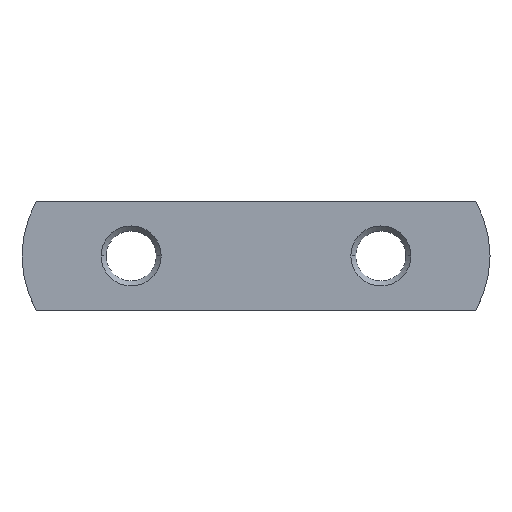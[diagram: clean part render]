
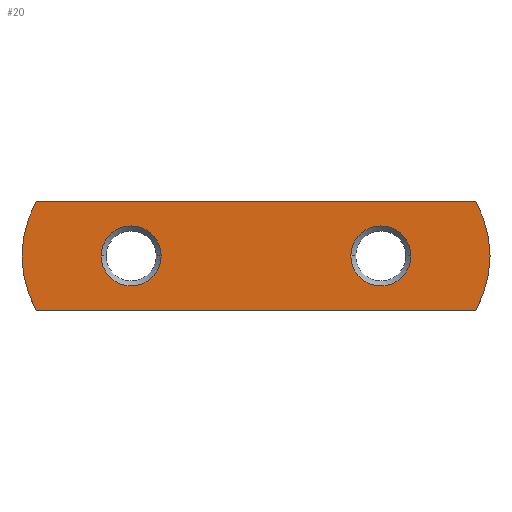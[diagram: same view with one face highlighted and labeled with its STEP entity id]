
A CAD part, top view. The second image highlights one B-rep face of the part: STEP entity #20.
In plain terms, the highlighted planar face has unit normal (0, 0, 1).
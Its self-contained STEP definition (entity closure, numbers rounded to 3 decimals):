
#17 = FACE_BOUND ( 'NONE', #155, .T. ) ;
#20 = ADVANCED_FACE ( 'NONE', ( #637, #17, #589 ), #367, .T. ) ;
#28 = CARTESIAN_POINT ( 'NONE',  ( -12.7, 0., 2.4 ) ) ;
#45 = AXIS2_PLACEMENT_3D ( 'NONE', #605, #662, #437 ) ;
#46 = CARTESIAN_POINT ( 'NONE',  ( 12.5, 0., 2.4 ) ) ;
#49 = VERTEX_POINT ( 'NONE', #559 ) ;
#60 = VERTEX_POINT ( 'NONE', #286 ) ;
#81 = DIRECTION ( 'NONE',  ( 1., 0., 0. ) ) ;
#86 = EDGE_CURVE ( 'NONE', #478, #549, #652, .T. ) ;
#91 = CARTESIAN_POINT ( 'NONE',  ( 9.647, 0., 2.4 ) ) ;
#104 = DIRECTION ( 'NONE',  ( 1., 0., 0. ) ) ;
#116 = DIRECTION ( 'NONE',  ( 1., 0., 0. ) ) ;
#117 = EDGE_CURVE ( 'NONE', #666, #60, #552, .T. ) ;
#128 = DIRECTION ( 'NONE',  ( -1., 0., 0. ) ) ;
#155 = EDGE_LOOP ( 'NONE', ( #614, #263 ) ) ;
#166 = VECTOR ( 'NONE', #128, 1000. ) ;
#170 = EDGE_LOOP ( 'NONE', ( #467, #569, #226, #540, #390 ) ) ;
#171 = CIRCLE ( 'NONE', #560, 3.053 ) ;
#172 = CIRCLE ( 'NONE', #45, 3.053 ) ;
#177 = CARTESIAN_POINT ( 'NONE',  ( 12.5, 0., 2.4 ) ) ;
#178 = EDGE_CURVE ( 'NONE', #346, #535, #479, .T. ) ;
#179 = DIRECTION ( 'NONE',  ( 0., 0., 1. ) ) ;
#184 = EDGE_CURVE ( 'NONE', #544, #49, #581, .T. ) ;
#190 = CARTESIAN_POINT ( 'NONE',  ( -9.647, 0., 2.4 ) ) ;
#226 = ORIENTED_EDGE ( 'NONE', *, *, #506, .T. ) ;
#237 = DIRECTION ( 'NONE',  ( 0., 0., 1. ) ) ;
#238 = CARTESIAN_POINT ( 'NONE',  ( -22.371, 5.5, 2.4 ) ) ;
#242 = CARTESIAN_POINT ( 'NONE',  ( -22.371, -5.5, 2.4 ) ) ;
#244 = EDGE_CURVE ( 'NONE', #60, #666, #171, .T. ) ;
#263 = ORIENTED_EDGE ( 'NONE', *, *, #178, .T. ) ;
#270 = DIRECTION ( 'NONE',  ( 0., 0., 1. ) ) ;
#283 = DIRECTION ( 'NONE',  ( 1., 0., 0. ) ) ;
#286 = CARTESIAN_POINT ( 'NONE',  ( -15.753, 0., 2.4 ) ) ;
#299 = AXIS2_PLACEMENT_3D ( 'NONE', #177, #551, #116 ) ;
#325 = ORIENTED_EDGE ( 'NONE', *, *, #117, .T. ) ;
#326 = AXIS2_PLACEMENT_3D ( 'NONE', #484, #444, #377 ) ;
#346 = VERTEX_POINT ( 'NONE', #91 ) ;
#347 = DIRECTION ( 'NONE',  ( 0., 0., -1. ) ) ;
#365 = AXIS2_PLACEMENT_3D ( 'NONE', #480, #237, #596 ) ;
#367 = PLANE ( 'NONE',  #415 ) ;
#376 = CARTESIAN_POINT ( 'NONE',  ( 22.371, 5.5, 2.4 ) ) ;
#377 = DIRECTION ( 'NONE',  ( 1., 0., 0. ) ) ;
#380 = CARTESIAN_POINT ( 'NONE',  ( -12.5, 0., 2.4 ) ) ;
#383 = DIRECTION ( 'NONE',  ( 0., 0., -1. ) ) ;
#384 = CARTESIAN_POINT ( 'NONE',  ( 22.371, -5.5, 2.4 ) ) ;
#390 = ORIENTED_EDGE ( 'NONE', *, *, #482, .T. ) ;
#415 = AXIS2_PLACEMENT_3D ( 'NONE', #46, #270, #104 ) ;
#437 = DIRECTION ( 'NONE',  ( 1., 0., 0. ) ) ;
#439 = CARTESIAN_POINT ( 'NONE',  ( 15.753, 0., 2.4 ) ) ;
#442 = EDGE_LOOP ( 'NONE', ( #325, #604 ) ) ;
#444 = DIRECTION ( 'NONE',  ( 0., 0., -1. ) ) ;
#447 = AXIS2_PLACEMENT_3D ( 'NONE', #380, #179, #548 ) ;
#467 = ORIENTED_EDGE ( 'NONE', *, *, #514, .T. ) ;
#478 = VERTEX_POINT ( 'NONE', #376 ) ;
#479 = CIRCLE ( 'NONE', #326, 3.053 ) ;
#480 = CARTESIAN_POINT ( 'NONE',  ( -12.5, 0., 2.4 ) ) ;
#482 = EDGE_CURVE ( 'NONE', #49, #520, #598, .T. ) ;
#484 = CARTESIAN_POINT ( 'NONE',  ( 12.7, 0., 2.4 ) ) ;
#486 = CARTESIAN_POINT ( 'NONE',  ( -22.371, 5.5, 2.4 ) ) ;
#492 = DIRECTION ( 'NONE',  ( 1., 0., 0. ) ) ;
#494 = EDGE_CURVE ( 'NONE', #535, #346, #172, .T. ) ;
#506 = EDGE_CURVE ( 'NONE', #549, #544, #510, .T. ) ;
#510 = CIRCLE ( 'NONE', #365, 11.3 ) ;
#514 = EDGE_CURVE ( 'NONE', #520, #478, #524, .T. ) ;
#520 = VERTEX_POINT ( 'NONE', #384 ) ;
#524 = CIRCLE ( 'NONE', #299, 11.3 ) ;
#535 = VERTEX_POINT ( 'NONE', #439 ) ;
#540 = ORIENTED_EDGE ( 'NONE', *, *, #184, .T. ) ;
#544 = VERTEX_POINT ( 'NONE', #653 ) ;
#548 = DIRECTION ( 'NONE',  ( 1., 0., 0. ) ) ;
#549 = VERTEX_POINT ( 'NONE', #486 ) ;
#551 = DIRECTION ( 'NONE',  ( 0., 0., 1. ) ) ;
#552 = CIRCLE ( 'NONE', #644, 3.053 ) ;
#559 = CARTESIAN_POINT ( 'NONE',  ( -22.371, -5.5, 2.4 ) ) ;
#560 = AXIS2_PLACEMENT_3D ( 'NONE', #617, #347, #81 ) ;
#569 = ORIENTED_EDGE ( 'NONE', *, *, #86, .T. ) ;
#581 = CIRCLE ( 'NONE', #447, 11.3 ) ;
#589 = FACE_OUTER_BOUND ( 'NONE', #170, .T. ) ;
#596 = DIRECTION ( 'NONE',  ( 1., 0., 0. ) ) ;
#598 = LINE ( 'NONE', #242, #649 ) ;
#604 = ORIENTED_EDGE ( 'NONE', *, *, #244, .T. ) ;
#605 = CARTESIAN_POINT ( 'NONE',  ( 12.7, 0., 2.4 ) ) ;
#614 = ORIENTED_EDGE ( 'NONE', *, *, #494, .T. ) ;
#617 = CARTESIAN_POINT ( 'NONE',  ( -12.7, 0., 2.4 ) ) ;
#637 = FACE_BOUND ( 'NONE', #442, .T. ) ;
#644 = AXIS2_PLACEMENT_3D ( 'NONE', #28, #383, #492 ) ;
#649 = VECTOR ( 'NONE', #283, 1000. ) ;
#652 = LINE ( 'NONE', #238, #166 ) ;
#653 = CARTESIAN_POINT ( 'NONE',  ( -23.8, 0., 2.4 ) ) ;
#662 = DIRECTION ( 'NONE',  ( 0., 0., -1. ) ) ;
#666 = VERTEX_POINT ( 'NONE', #190 ) ;
